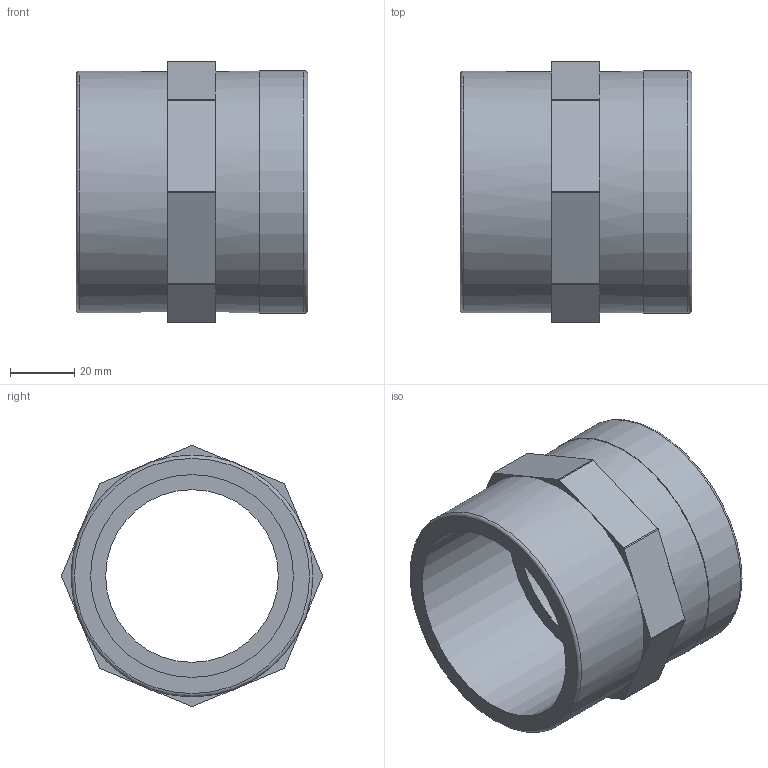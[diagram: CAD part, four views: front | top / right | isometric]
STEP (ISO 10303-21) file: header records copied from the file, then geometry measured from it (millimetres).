
FILE_DESCRIPTION(/* description */ ('PVC Reinforced Transition Adapter, Socket to Female Threads, Ø63x2", PN16'),/* implementation_level */ '2;1');
FILE_NAME(/* name */ 'SO12U-063-R050',/* time_stamp */ '2022-07-06T16:28:16+02:00',/* author */ ('COAB Solutions'),/* organization */ ('GPA Flowsystem'),/* preprocessor_version */ 'ST-DEVELOPER v18.1',/* originating_system */ 'www.coabsolutions.com',/* authorisation */ '');
FILE_SCHEMA (('AUTOMOTIVE_DESIGN { 1 0 10303 214 3 1 1 }'));
Length unit declared in the file: millimetre
Products named in the file (1): SO12U-063-R050
Bounding box: 71.9 x 81.09 x 81.09 mm (x, y, z)
Volume: 111383.4 mm3; surface area: 35753.2 mm2
Topology: 1 solids, 1 shells, 48 faces, 110 edges, 68 vertices
Faces by surface type: plane 30, cylinder 15, torus 3
Full cylindrical faces by diameter (mm): 53.6 x1, 60.3 x2, 63 x1, 75 x2, 75.4 x1
Entity records: 1440 total; most frequent: DIRECTION 263, CARTESIAN_POINT 227, ORIENTED_EDGE 220, EDGE_CURVE 110, AXIS2_PLACEMENT_3D 104, VERTEX_POINT 68, LINE 55, VECTOR 55
